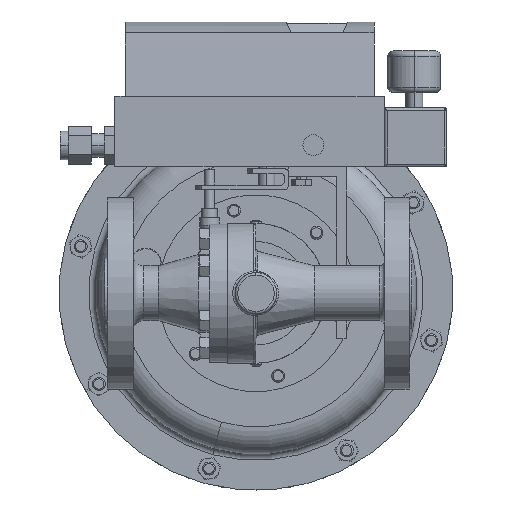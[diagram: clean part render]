
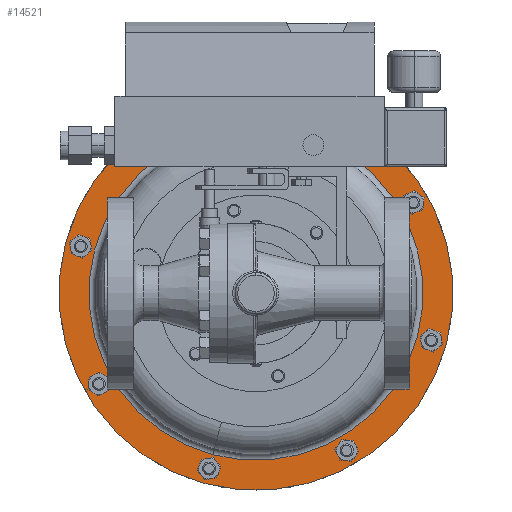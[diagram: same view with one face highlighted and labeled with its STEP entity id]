
A CAD part, front view. The second image highlights one B-rep face of the part: STEP entity #14521.
In plain terms, the highlighted planar face has unit normal (0, -1, 0).
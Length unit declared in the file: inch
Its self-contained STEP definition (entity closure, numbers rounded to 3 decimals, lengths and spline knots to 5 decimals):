
#122 = CARTESIAN_POINT ( 'NONE',  ( -4.24529, 10.55036, 4.82677 ) ) ;
#290 = CARTESIAN_POINT ( 'NONE',  ( 0.34286, 10.55036, 3.59738 ) ) ;
#1111 = VERTEX_POINT ( 'NONE', #1699 ) ;
#1699 = CARTESIAN_POINT ( 'NONE',  ( 1.38564, 10.55036, 7.4891 ) ) ;
#1905 = DIRECTION ( 'NONE',  ( -0.259, 0., -0.966 ) ) ;
#2649 = AXIS2_PLACEMENT_3D ( 'NONE', #19336, #4845, #21599 ) ;
#2847 = DIRECTION ( 'NONE',  ( -0.259, 0., -0.966 ) ) ;
#3780 = EDGE_CURVE ( 'NONE', #16920, #1111, #22544, .T. ) ;
#4845 = DIRECTION ( 'NONE',  ( 0., 1., 0. ) ) ;
#5224 = DIRECTION ( 'NONE',  ( 0., -1., 0. ) ) ;
#6104 = ORIENTED_EDGE ( 'NONE', *, *, #29254, .F. ) ;
#6152 = CARTESIAN_POINT ( 'NONE',  ( 0.34286, 10.55036, 3.59738 ) ) ;
#8421 = EDGE_LOOP ( 'NONE', ( #29932, #22002 ) ) ;
#8671 = DIRECTION ( 'NONE',  ( -0.259, 0., -0.966 ) ) ;
#10608 = EDGE_LOOP ( 'NONE', ( #6104, #29886 ) ) ;
#10684 = FACE_OUTER_BOUND ( 'NONE', #10608, .T. ) ;
#10990 = AXIS2_PLACEMENT_3D ( 'NONE', #122, #5224, #21957 ) ;
#12445 = PLANE ( 'NONE',  #10990 ) ;
#14521 = ADVANCED_FACE ( 'NONE', ( #26177, #10684 ), #12445, .T. ) ;
#15322 = CIRCLE ( 'NONE', #19878, 4.029 ) ;
#16920 = VERTEX_POINT ( 'NONE', #30999 ) ;
#17306 = DIRECTION ( 'NONE',  ( 0., 1., 0. ) ) ;
#19336 = CARTESIAN_POINT ( 'NONE',  ( 0.34286, 10.55036, 3.59738 ) ) ;
#19878 = AXIS2_PLACEMENT_3D ( 'NONE', #6152, #22800, #8671 ) ;
#21599 = DIRECTION ( 'NONE',  ( -0.259, 0., -0.966 ) ) ;
#21957 = DIRECTION ( 'NONE',  ( 0.259, 0., 0.966 ) ) ;
#22002 = ORIENTED_EDGE ( 'NONE', *, *, #29855, .T. ) ;
#22544 = CIRCLE ( 'NONE', #28514, 4.029 ) ;
#22800 = DIRECTION ( 'NONE',  ( 0., 1., 0. ) ) ;
#26016 = CARTESIAN_POINT ( 'NONE',  ( -0.88653, 10.55036, -0.99076 ) ) ;
#26177 = FACE_BOUND ( 'NONE', #8421, .T. ) ;
#26218 = AXIS2_PLACEMENT_3D ( 'NONE', #290, #17306, #2847 ) ;
#28514 = AXIS2_PLACEMENT_3D ( 'NONE', #31076, #30531, #1905 ) ;
#29170 = VERTEX_POINT ( 'NONE', #30879 ) ;
#29254 = EDGE_CURVE ( 'NONE', #31284, #29170, #29572, .T. ) ;
#29498 = EDGE_CURVE ( 'NONE', #29170, #31284, #29957, .T. ) ;
#29572 = CIRCLE ( 'NONE', #26218, 4.75 ) ;
#29855 = EDGE_CURVE ( 'NONE', #1111, #16920, #15322, .T. ) ;
#29886 = ORIENTED_EDGE ( 'NONE', *, *, #29498, .F. ) ;
#29932 = ORIENTED_EDGE ( 'NONE', *, *, #3780, .T. ) ;
#29957 = CIRCLE ( 'NONE', #2649, 4.75 ) ;
#30531 = DIRECTION ( 'NONE',  ( 0., 1., 0. ) ) ;
#30879 = CARTESIAN_POINT ( 'NONE',  ( 1.57225, 10.55036, 8.18553 ) ) ;
#30999 = CARTESIAN_POINT ( 'NONE',  ( -0.69992, 10.55036, -0.29433 ) ) ;
#31076 = CARTESIAN_POINT ( 'NONE',  ( 0.34286, 10.55036, 3.59738 ) ) ;
#31284 = VERTEX_POINT ( 'NONE', #26016 ) ;
